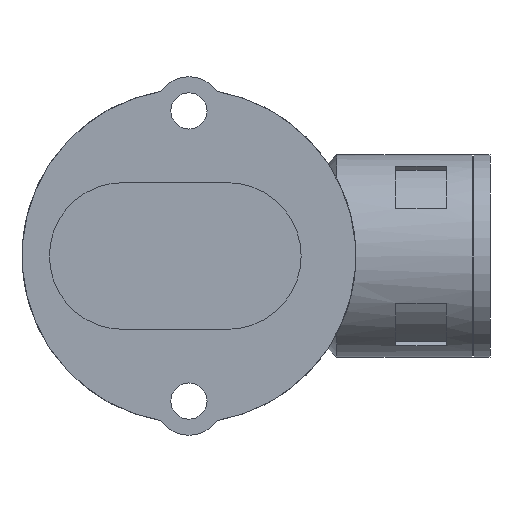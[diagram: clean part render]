
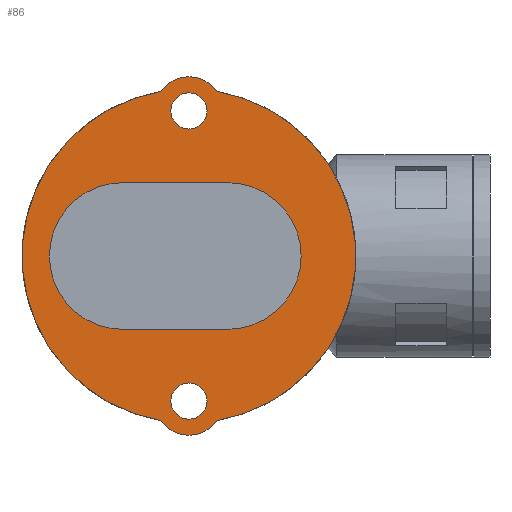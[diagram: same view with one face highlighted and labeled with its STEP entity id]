
A CAD part, front view. The second image highlights one B-rep face of the part: STEP entity #86.
In plain terms, the highlighted planar face has unit normal (0, -1, 0).
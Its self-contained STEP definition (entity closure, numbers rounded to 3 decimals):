
#86 = ADVANCED_FACE( '', ( #161, #162, #163, #164 ), #165, .F. );
#161 = FACE_BOUND( '', #285, .T. );
#162 = FACE_OUTER_BOUND( '', #286, .T. );
#163 = FACE_BOUND( '', #287, .T. );
#164 = FACE_BOUND( '', #288, .T. );
#165 = PLANE( '', #289 );
#285 = EDGE_LOOP( '', ( #466, #467, #468, #469 ) );
#286 = EDGE_LOOP( '', ( #470, #471, #472, #473 ) );
#287 = EDGE_LOOP( '', ( #474 ) );
#288 = EDGE_LOOP( '', ( #475 ) );
#289 = AXIS2_PLACEMENT_3D( '', #476, #477, #478 );
#466 = ORIENTED_EDGE( '', *, *, #802, .F. );
#467 = ORIENTED_EDGE( '', *, *, #803, .F. );
#468 = ORIENTED_EDGE( '', *, *, #804, .F. );
#469 = ORIENTED_EDGE( '', *, *, #805, .F. );
#470 = ORIENTED_EDGE( '', *, *, #806, .F. );
#471 = ORIENTED_EDGE( '', *, *, #807, .F. );
#472 = ORIENTED_EDGE( '', *, *, #808, .F. );
#473 = ORIENTED_EDGE( '', *, *, #809, .F. );
#474 = ORIENTED_EDGE( '', *, *, #810, .T. );
#475 = ORIENTED_EDGE( '', *, *, #811, .T. );
#476 = CARTESIAN_POINT( '', ( 0., -22.5, -13.25 ) );
#477 = DIRECTION( '', ( 0., 1., 0. ) );
#478 = DIRECTION( '', ( 0., 0., 1. ) );
#802 = EDGE_CURVE( '', #955, #956, #957, .T. );
#803 = EDGE_CURVE( '', #958, #955, #959, .T. );
#804 = EDGE_CURVE( '', #960, #958, #961, .T. );
#805 = EDGE_CURVE( '', #956, #960, #962, .T. );
#806 = EDGE_CURVE( '', #963, #964, #965, .T. );
#807 = EDGE_CURVE( '', #966, #963, #967, .T. );
#808 = EDGE_CURVE( '', #968, #966, #969, .T. );
#809 = EDGE_CURVE( '', #964, #968, #970, .T. );
#810 = EDGE_CURVE( '', #971, #971, #972, .T. );
#811 = EDGE_CURVE( '', #973, #973, #974, .T. );
#955 = VERTEX_POINT( '', #1198 );
#956 = VERTEX_POINT( '', #1199 );
#957 = CIRCLE( '', #1200, 13.4 );
#958 = VERTEX_POINT( '', #1201 );
#959 = LINE( '', #1202, #1203 );
#960 = VERTEX_POINT( '', #1204 );
#961 = CIRCLE( '', #1205, 13.4 );
#962 = LINE( '', #1206, #1207 );
#963 = VERTEX_POINT( '', #1208 );
#964 = VERTEX_POINT( '', #1209 );
#965 = CIRCLE( '', #1210, 6.25 );
#966 = VERTEX_POINT( '', #1211 );
#967 = CIRCLE( '', #1212, 30.5 );
#968 = VERTEX_POINT( '', #1213 );
#969 = CIRCLE( '', #1214, 6.25 );
#970 = CIRCLE( '', #1215, 30.5 );
#971 = VERTEX_POINT( '', #1216 );
#972 = CIRCLE( '', #1217, 3.3 );
#973 = VERTEX_POINT( '', #1218 );
#974 = CIRCLE( '', #1219, 3.3 );
#1198 = CARTESIAN_POINT( '', ( 7.1, -22.5, -13.4 ) );
#1199 = CARTESIAN_POINT( '', ( 7.1, -22.5, 13.4 ) );
#1200 = AXIS2_PLACEMENT_3D( '', #1442, #1443, #1444 );
#1201 = CARTESIAN_POINT( '', ( -12.1, -22.5, -13.4 ) );
#1202 = CARTESIAN_POINT( '', ( -12.1, -22.5, -13.4 ) );
#1203 = VECTOR( '', #1445, 1000. );
#1204 = CARTESIAN_POINT( '', ( -12.1, -22.5, 13.4 ) );
#1205 = AXIS2_PLACEMENT_3D( '', #1446, #1447, #1448 );
#1206 = CARTESIAN_POINT( '', ( 7.1, -22.5, 13.4 ) );
#1207 = VECTOR( '', #1449, 1000. );
#1208 = CARTESIAN_POINT( '', ( -5.134, -22.5, 30.065 ) );
#1209 = CARTESIAN_POINT( '', ( 5.134, -22.5, 30.065 ) );
#1210 = AXIS2_PLACEMENT_3D( '', #1450, #1451, #1452 );
#1211 = CARTESIAN_POINT( '', ( -5.134, -22.5, -30.065 ) );
#1212 = AXIS2_PLACEMENT_3D( '', #1453, #1454, #1455 );
#1213 = CARTESIAN_POINT( '', ( 5.134, -22.5, -30.065 ) );
#1214 = AXIS2_PLACEMENT_3D( '', #1456, #1457, #1458 );
#1215 = AXIS2_PLACEMENT_3D( '', #1459, #1460, #1461 );
#1216 = CARTESIAN_POINT( '', ( 3.3, -22.5, 26.5 ) );
#1217 = AXIS2_PLACEMENT_3D( '', #1462, #1463, #1464 );
#1218 = CARTESIAN_POINT( '', ( 3.3, -22.5, -26.5 ) );
#1219 = AXIS2_PLACEMENT_3D( '', #1465, #1466, #1467 );
#1442 = CARTESIAN_POINT( '', ( 7.1, -22.5, 0. ) );
#1443 = DIRECTION( '', ( 0., -1., 0. ) );
#1444 = DIRECTION( '', ( -1., 0., 0. ) );
#1445 = DIRECTION( '', ( 1., 0., 0. ) );
#1446 = CARTESIAN_POINT( '', ( -12.1, -22.5, 0. ) );
#1447 = DIRECTION( '', ( 0., -1., 0. ) );
#1448 = DIRECTION( '', ( -1., 0., 0. ) );
#1449 = DIRECTION( '', ( -1., 0., 0. ) );
#1450 = CARTESIAN_POINT( '', ( 0., -22.5, 26.5 ) );
#1451 = DIRECTION( '', ( 0., 1., 0. ) );
#1452 = DIRECTION( '', ( 1., 0., 0. ) );
#1453 = CARTESIAN_POINT( '', ( 0., -22.5, 0. ) );
#1454 = DIRECTION( '', ( 0., 1., 0. ) );
#1455 = DIRECTION( '', ( 1., 0., 0. ) );
#1456 = CARTESIAN_POINT( '', ( 0., -22.5, -26.5 ) );
#1457 = DIRECTION( '', ( 0., 1., 0. ) );
#1458 = DIRECTION( '', ( 1., 0., 0. ) );
#1459 = CARTESIAN_POINT( '', ( 0., -22.5, 0. ) );
#1460 = DIRECTION( '', ( 0., 1., 0. ) );
#1461 = DIRECTION( '', ( 1., 0., 0. ) );
#1462 = CARTESIAN_POINT( '', ( 0., -22.5, 26.5 ) );
#1463 = DIRECTION( '', ( 0., 1., 0. ) );
#1464 = DIRECTION( '', ( 1., 0., 0. ) );
#1465 = CARTESIAN_POINT( '', ( 0., -22.5, -26.5 ) );
#1466 = DIRECTION( '', ( 0., 1., 0. ) );
#1467 = DIRECTION( '', ( 1., 0., 0. ) );
